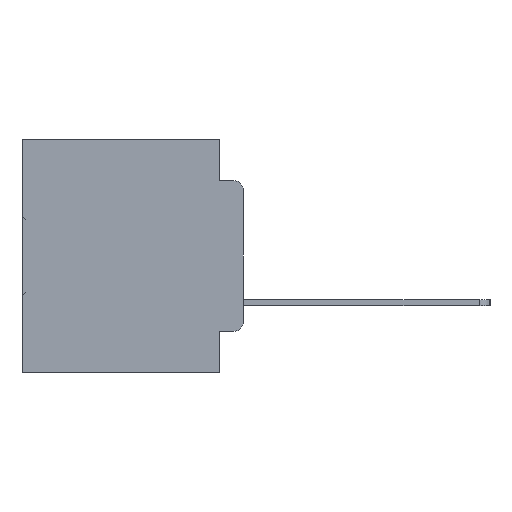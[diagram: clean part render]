
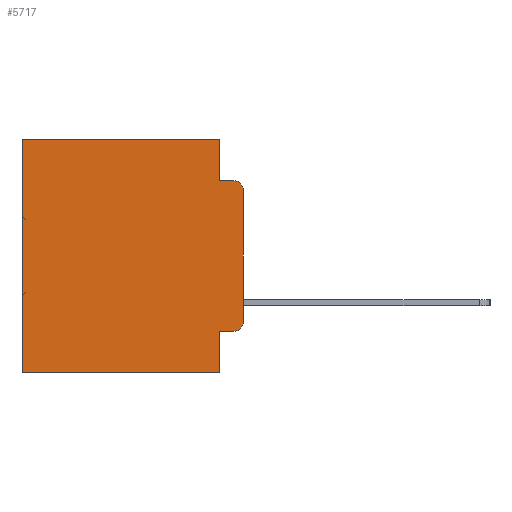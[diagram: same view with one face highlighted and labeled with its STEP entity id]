
A CAD part, left-side view. The second image highlights one B-rep face of the part: STEP entity #5717.
In plain terms, the highlighted planar face has unit normal (-1, 0, 0).
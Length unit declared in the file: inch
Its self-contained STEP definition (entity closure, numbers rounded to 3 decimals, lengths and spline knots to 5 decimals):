
#535 = EDGE_CURVE ( 'NONE', #16389, #36058, #9496, .T. ) ;
#552 = CARTESIAN_POINT ( 'NONE',  ( 0.298, 0.02, -0.3915 ) ) ;
#1043 = ORIENTED_EDGE ( 'NONE', *, *, #535, .F. ) ;
#1412 = DIRECTION ( 'NONE',  ( 0., 0., -1. ) ) ;
#1774 = LINE ( 'NONE', #13242, #30715 ) ;
#2463 = CARTESIAN_POINT ( 'NONE',  ( 0.298, 0.02, -0.4115 ) ) ;
#2627 = EDGE_CURVE ( 'NONE', #18767, #15901, #5809, .T. ) ;
#2887 = CARTESIAN_POINT ( 'NONE',  ( 0.298, 0.051, -0.4115 ) ) ;
#3360 = DIRECTION ( 'NONE',  ( 0., 0., -1. ) ) ;
#3421 = CARTESIAN_POINT ( 'NONE',  ( 0.298, 0.051, 0. ) ) ;
#4736 = CIRCLE ( 'NONE', #10454, 0.02 ) ;
#5420 = ORIENTED_EDGE ( 'NONE', *, *, #13765, .F. ) ;
#5717 = ADVANCED_FACE ( 'NONE', ( #22577 ), #27481, .F. ) ;
#5809 = LINE ( 'NONE', #12292, #34652 ) ;
#5852 = ORIENTED_EDGE ( 'NONE', *, *, #29435, .T. ) ;
#6484 = EDGE_CURVE ( 'NONE', #16389, #31390, #1774, .T. ) ;
#6732 = VECTOR ( 'NONE', #1412, 39.37008 ) ;
#6784 = VERTEX_POINT ( 'NONE', #14475 ) ;
#7579 = CARTESIAN_POINT ( 'NONE',  ( 0.298, 0.051, 0. ) ) ;
#8119 = DIRECTION ( 'NONE',  ( 0., 0., -1. ) ) ;
#8488 = DIRECTION ( 'NONE',  ( 0., 1., 0. ) ) ;
#9496 = LINE ( 'NONE', #14414, #30046 ) ;
#9996 = EDGE_CURVE ( 'NONE', #31390, #15901, #33880, .T. ) ;
#10262 = VECTOR ( 'NONE', #11428, 39.37008 ) ;
#10454 = AXIS2_PLACEMENT_3D ( 'NONE', #13901, #33348, #16786 ) ;
#11219 = ORIENTED_EDGE ( 'NONE', *, *, #9996, .T. ) ;
#11428 = DIRECTION ( 'NONE',  ( 0., -1., 0. ) ) ;
#11697 = CARTESIAN_POINT ( 'NONE',  ( 0.298, 0.473, 0. ) ) ;
#11993 = DIRECTION ( 'NONE',  ( 0., 0., -1. ) ) ;
#12292 = CARTESIAN_POINT ( 'NONE',  ( 0.298, 0., -0.5 ) ) ;
#13242 = CARTESIAN_POINT ( 'NONE',  ( 0.298, 0., 0. ) ) ;
#13765 = EDGE_CURVE ( 'NONE', #6784, #18767, #16105, .T. ) ;
#13838 = ORIENTED_EDGE ( 'NONE', *, *, #19487, .T. ) ;
#13901 = CARTESIAN_POINT ( 'NONE',  ( 0.298, 0.02, -0.1085 ) ) ;
#14292 = CARTESIAN_POINT ( 'NONE',  ( 0.298, 0.051, -0.5 ) ) ;
#14414 = CARTESIAN_POINT ( 'NONE',  ( 0.298, 0.051, 0. ) ) ;
#14470 = CIRCLE ( 'NONE', #19245, 0.02 ) ;
#14475 = CARTESIAN_POINT ( 'NONE',  ( 0.298, 0.051, -0.4115 ) ) ;
#14713 = LINE ( 'NONE', #27603, #35955 ) ;
#14912 = DIRECTION ( 'NONE',  ( 0., 0., -1. ) ) ;
#15639 = ORIENTED_EDGE ( 'NONE', *, *, #17607, .T. ) ;
#15901 = VERTEX_POINT ( 'NONE', #24666 ) ;
#16105 = LINE ( 'NONE', #3421, #30026 ) ;
#16389 = VERTEX_POINT ( 'NONE', #7579 ) ;
#16786 = DIRECTION ( 'NONE',  ( 0., 0., -1. ) ) ;
#17607 = EDGE_CURVE ( 'NONE', #6784, #22794, #17821, .T. ) ;
#17821 = LINE ( 'NONE', #2887, #10262 ) ;
#18369 = CARTESIAN_POINT ( 'NONE',  ( 0.298, 0., 0. ) ) ;
#18767 = VERTEX_POINT ( 'NONE', #14292 ) ;
#19245 = AXIS2_PLACEMENT_3D ( 'NONE', #552, #20319, #3360 ) ;
#19270 = DIRECTION ( 'NONE',  ( 0., 0., -1. ) ) ;
#19487 = EDGE_CURVE ( 'NONE', #22794, #28033, #14470, .T. ) ;
#20319 = DIRECTION ( 'NONE',  ( -1., 0., 0. ) ) ;
#22027 = EDGE_CURVE ( 'NONE', #32929, #28033, #24332, .T. ) ;
#22577 = FACE_OUTER_BOUND ( 'NONE', #22588, .T. ) ;
#22588 = EDGE_LOOP ( 'NONE', ( #32117, #5852, #34688, #1043, #29994, #11219, #25220, #5420, #15639, #13838 ) ) ;
#22794 = VERTEX_POINT ( 'NONE', #2463 ) ;
#23968 = CARTESIAN_POINT ( 'NONE',  ( 0.298, 0., -0.1085 ) ) ;
#24332 = LINE ( 'NONE', #18369, #6732 ) ;
#24666 = CARTESIAN_POINT ( 'NONE',  ( 0.298, 0.473, -0.5 ) ) ;
#24938 = CARTESIAN_POINT ( 'NONE',  ( 0.298, 0.473, 0. ) ) ;
#25220 = ORIENTED_EDGE ( 'NONE', *, *, #2627, .F. ) ;
#26552 = VECTOR ( 'NONE', #8119, 39.37008 ) ;
#27267 = CARTESIAN_POINT ( 'NONE',  ( 0.298, 0., -0.3915 ) ) ;
#27481 = PLANE ( 'NONE',  #33003 ) ;
#27603 = CARTESIAN_POINT ( 'NONE',  ( 0.298, 0.051, -0.0885 ) ) ;
#28033 = VERTEX_POINT ( 'NONE', #27267 ) ;
#28559 = CARTESIAN_POINT ( 'NONE',  ( 0.298, 0.051, -0.0885 ) ) ;
#29435 = EDGE_CURVE ( 'NONE', #32929, #35974, #4736, .T. ) ;
#29994 = ORIENTED_EDGE ( 'NONE', *, *, #6484, .T. ) ;
#30026 = VECTOR ( 'NONE', #11993, 39.37008 ) ;
#30046 = VECTOR ( 'NONE', #14912, 39.37008 ) ;
#30151 = CARTESIAN_POINT ( 'NONE',  ( 0.298, 0., 0. ) ) ;
#30715 = VECTOR ( 'NONE', #32728, 39.37008 ) ;
#31390 = VERTEX_POINT ( 'NONE', #11697 ) ;
#32117 = ORIENTED_EDGE ( 'NONE', *, *, #22027, .F. ) ;
#32728 = DIRECTION ( 'NONE',  ( 0., 1., 0. ) ) ;
#32929 = VERTEX_POINT ( 'NONE', #23968 ) ;
#33003 = AXIS2_PLACEMENT_3D ( 'NONE', #30151, #35750, #19270 ) ;
#33107 = EDGE_CURVE ( 'NONE', #36058, #35974, #14713, .T. ) ;
#33129 = DIRECTION ( 'NONE',  ( 0., -1., 0. ) ) ;
#33348 = DIRECTION ( 'NONE',  ( -1., 0., 0. ) ) ;
#33583 = CARTESIAN_POINT ( 'NONE',  ( 0.298, 0.02, -0.0885 ) ) ;
#33880 = LINE ( 'NONE', #24938, #26552 ) ;
#34652 = VECTOR ( 'NONE', #8488, 39.37008 ) ;
#34688 = ORIENTED_EDGE ( 'NONE', *, *, #33107, .F. ) ;
#35750 = DIRECTION ( 'NONE',  ( 1., 0., 0. ) ) ;
#35955 = VECTOR ( 'NONE', #33129, 39.37008 ) ;
#35974 = VERTEX_POINT ( 'NONE', #33583 ) ;
#36058 = VERTEX_POINT ( 'NONE', #28559 ) ;
